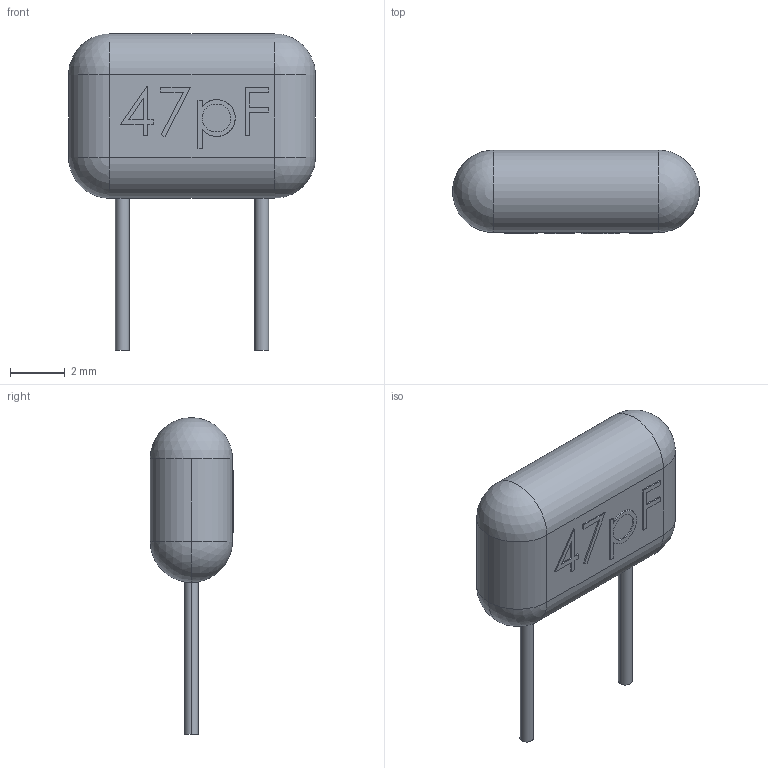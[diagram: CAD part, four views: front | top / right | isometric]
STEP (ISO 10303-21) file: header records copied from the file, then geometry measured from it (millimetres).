
FILE_DESCRIPTION (( 'STEP AP214' ), '1' );
FILE_NAME ('CAP0.3.STEP', '2011-05-18T07:54:02', ( 'cpop' ), ( '' ), 'SwSTEP 2.0', 'SolidWorks 2011', '' );
FILE_SCHEMA (( 'AUTOMOTIVE_DESIGN' ));
Length unit declared in the file: millimetre
Products named in the file (1): CAP0.3
Bounding box: 9 x 3.05 x 11.54 mm (x, y, z)
Volume: 134 mm3; surface area: 168.8 mm2
Topology: 3 solids, 3 shells, 68 faces, 167 edges, 106 vertices
Faces by surface type: plane 46, cylinder 9, bspline 8, sphere 5
Entity records: 3127 total; most frequent: CARTESIAN_POINT 803, ORIENTED_EDGE 318, DIRECTION 285, EDGE_CURVE 159, VECTOR 123, LINE 123, VERTEX_POINT 103, AXIS2_PLACEMENT_3D 81
